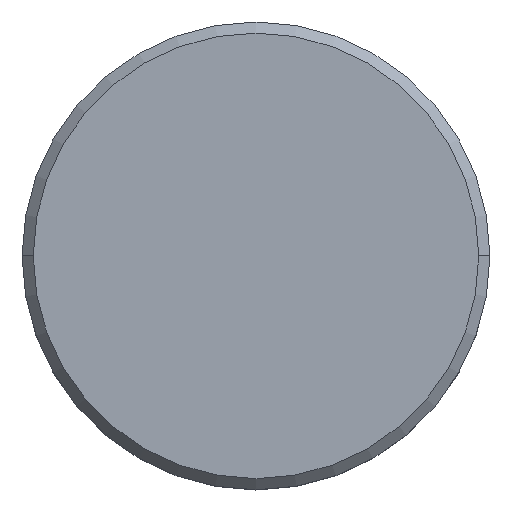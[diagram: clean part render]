
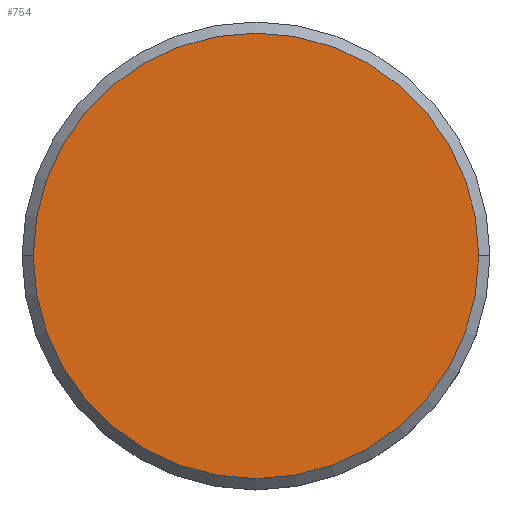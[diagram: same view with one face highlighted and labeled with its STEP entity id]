
A CAD part, top view. The second image highlights one B-rep face of the part: STEP entity #754.
In plain terms, the highlighted planar face has unit normal (0, 0, 1).
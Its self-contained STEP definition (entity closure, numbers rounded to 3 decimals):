
#34 = CIRCLE ( 'NONE', #675, 10. ) ;
#77 = DIRECTION ( 'NONE',  ( 1., 0., 0. ) ) ;
#85 = CARTESIAN_POINT ( 'NONE',  ( -10., 0., 0. ) ) ;
#183 = CARTESIAN_POINT ( 'NONE',  ( 10., 0., 0. ) ) ;
#186 = DIRECTION ( 'NONE',  ( 0., 0., 1. ) ) ;
#211 = DIRECTION ( 'NONE',  ( 0., 0., 1. ) ) ;
#231 = PLANE ( 'NONE',  #927 ) ;
#234 = CIRCLE ( 'NONE', #381, 10. ) ;
#236 = DIRECTION ( 'NONE',  ( 0., 0., 1. ) ) ;
#260 = CARTESIAN_POINT ( 'NONE',  ( 0., 0., 0. ) ) ;
#276 = EDGE_CURVE ( 'NONE', #362, #813, #234, .T. ) ;
#362 = VERTEX_POINT ( 'NONE', #85 ) ;
#373 = CARTESIAN_POINT ( 'NONE',  ( 0., 0., 0. ) ) ;
#381 = AXIS2_PLACEMENT_3D ( 'NONE', #260, #186, #516 ) ;
#516 = DIRECTION ( 'NONE',  ( 1., 0., 0. ) ) ;
#570 = EDGE_LOOP ( 'NONE', ( #956, #783 ) ) ;
#584 = FACE_OUTER_BOUND ( 'NONE', #570, .T. ) ;
#667 = CARTESIAN_POINT ( 'NONE',  ( 0., 0., 0. ) ) ;
#675 = AXIS2_PLACEMENT_3D ( 'NONE', #373, #211, #833 ) ;
#754 = ADVANCED_FACE ( 'NONE', ( #584 ), #231, .T. ) ;
#783 = ORIENTED_EDGE ( 'NONE', *, *, #881, .T. ) ;
#813 = VERTEX_POINT ( 'NONE', #183 ) ;
#833 = DIRECTION ( 'NONE',  ( 1., 0., 0. ) ) ;
#881 = EDGE_CURVE ( 'NONE', #813, #362, #34, .T. ) ;
#927 = AXIS2_PLACEMENT_3D ( 'NONE', #667, #236, #77 ) ;
#956 = ORIENTED_EDGE ( 'NONE', *, *, #276, .T. ) ;
